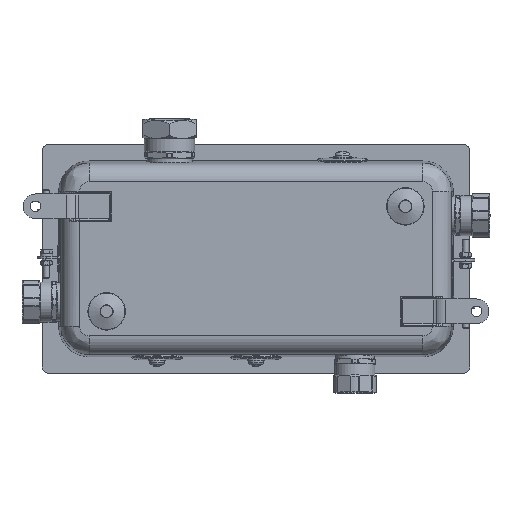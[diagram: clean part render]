
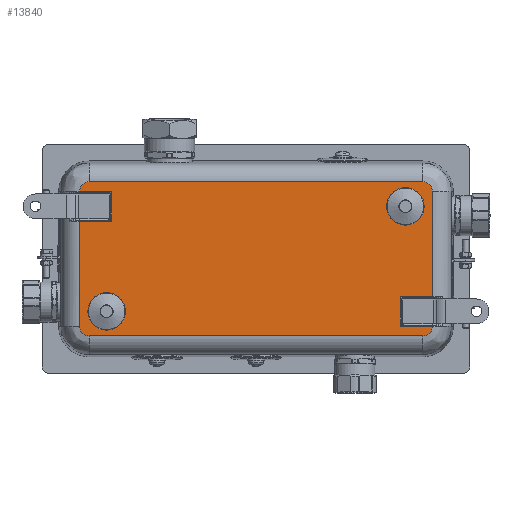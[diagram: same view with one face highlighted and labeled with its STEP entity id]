
A CAD part, front view. The second image highlights one B-rep face of the part: STEP entity #13840.
In plain terms, the highlighted planar face has unit normal (0, -1, 0).
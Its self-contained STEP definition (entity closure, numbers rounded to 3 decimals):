
#175=FACE_BOUND('',#4525,.T.);
#176=FACE_BOUND('',#4526,.T.);
#800=LINE('',#21309,#1551);
#801=LINE('',#21344,#1552);
#806=LINE('',#21370,#1557);
#810=LINE('',#21396,#1561);
#815=LINE('',#21491,#1566);
#819=LINE('',#21517,#1570);
#821=LINE('',#21592,#1572);
#823=LINE('',#21633,#1574);
#828=LINE('',#21712,#1579);
#829=LINE('',#21716,#1580);
#1551=VECTOR('',#16781,10.);
#1552=VECTOR('',#16800,10.);
#1557=VECTOR('',#16811,10.);
#1561=VECTOR('',#16827,10.);
#1566=VECTOR('',#16852,10.);
#1570=VECTOR('',#16868,10.);
#1572=VECTOR('',#16888,10.);
#1574=VECTOR('',#16908,10.);
#1579=VECTOR('',#16945,10.);
#1580=VECTOR('',#16950,10.);
#3706=FACE_OUTER_BOUND('',#4524,.T.);
#4524=EDGE_LOOP('',(#10273,#10274,#10275,#10276,#10277,#10278,#10279,#10280,
#10281,#10282,#10283,#10284,#10285,#10286));
#4525=EDGE_LOOP('',(#10287));
#4526=EDGE_LOOP('',(#10288));
#5354=CIRCLE('',#14778,7.896);
#5357=CIRCLE('',#14781,7.896);
#5362=CIRCLE('',#14787,7.896);
#5366=CIRCLE('',#14791,7.896);
#5408=CIRCLE('',#14868,15.194);
#5412=CIRCLE('',#14875,15.194);
#6196=VERTEX_POINT('',#21283);
#6198=VERTEX_POINT('',#21287);
#6199=VERTEX_POINT('',#21299);
#6200=VERTEX_POINT('',#21301);
#6202=VERTEX_POINT('',#21307);
#6205=VERTEX_POINT('',#21323);
#6206=VERTEX_POINT('',#21335);
#6209=VERTEX_POINT('',#21340);
#6215=VERTEX_POINT('',#21369);
#6221=VERTEX_POINT('',#21393);
#6231=VERTEX_POINT('',#21490);
#6237=VERTEX_POINT('',#21514);
#6242=VERTEX_POINT('',#21589);
#6256=VERTEX_POINT('',#21710);
#6263=VERTEX_POINT('',#21762);
#6266=VERTEX_POINT('',#21773);
#7649=EDGE_CURVE('',#6198,#6196,#5354,.T.);
#7652=EDGE_CURVE('',#6200,#6199,#5357,.T.);
#7655=EDGE_CURVE('',#6202,#6200,#800,.T.);
#7659=EDGE_CURVE('',#6205,#6202,#5362,.T.);
#7663=EDGE_CURVE('',#6209,#6206,#5366,.T.);
#7664=EDGE_CURVE('',#6196,#6209,#801,.T.);
#7672=EDGE_CURVE('',#6206,#6215,#806,.T.);
#7682=EDGE_CURVE('',#6221,#6215,#810,.T.);
#7697=EDGE_CURVE('',#6199,#6231,#815,.T.);
#7707=EDGE_CURVE('',#6231,#6237,#819,.T.);
#7717=EDGE_CURVE('',#6242,#6205,#821,.T.);
#7726=EDGE_CURVE('',#6221,#6242,#823,.T.);
#7742=EDGE_CURVE('',#6237,#6256,#828,.T.);
#7744=EDGE_CURVE('',#6198,#6256,#829,.T.);
#7756=EDGE_CURVE('',#6263,#6263,#5408,.T.);
#7760=EDGE_CURVE('',#6266,#6266,#5412,.T.);
#10273=ORIENTED_EDGE('',*,*,#7744,.T.);
#10274=ORIENTED_EDGE('',*,*,#7742,.F.);
#10275=ORIENTED_EDGE('',*,*,#7707,.F.);
#10276=ORIENTED_EDGE('',*,*,#7697,.F.);
#10277=ORIENTED_EDGE('',*,*,#7652,.F.);
#10278=ORIENTED_EDGE('',*,*,#7655,.F.);
#10279=ORIENTED_EDGE('',*,*,#7659,.F.);
#10280=ORIENTED_EDGE('',*,*,#7717,.F.);
#10281=ORIENTED_EDGE('',*,*,#7726,.F.);
#10282=ORIENTED_EDGE('',*,*,#7682,.T.);
#10283=ORIENTED_EDGE('',*,*,#7672,.F.);
#10284=ORIENTED_EDGE('',*,*,#7663,.F.);
#10285=ORIENTED_EDGE('',*,*,#7664,.F.);
#10286=ORIENTED_EDGE('',*,*,#7649,.F.);
#10287=ORIENTED_EDGE('',*,*,#7756,.F.);
#10288=ORIENTED_EDGE('',*,*,#7760,.F.);
#13392=PLANE('',#14874);
#13840=ADVANCED_FACE('',(#3706,#175,#176),#13392,.T.);
#14778=AXIS2_PLACEMENT_3D('',#21289,#16768,#16769);
#14781=AXIS2_PLACEMENT_3D('',#21303,#16774,#16775);
#14787=AXIS2_PLACEMENT_3D('',#21325,#16788,#16789);
#14791=AXIS2_PLACEMENT_3D('',#21342,#16796,#16797);
#14868=AXIS2_PLACEMENT_3D('',#21764,#16981,#16982);
#14874=AXIS2_PLACEMENT_3D('',#21772,#16993,#16994);
#14875=AXIS2_PLACEMENT_3D('',#21774,#16995,#16996);
#16768=DIRECTION('center_axis',(0.,1.,0.));
#16769=DIRECTION('ref_axis',(0.707,0.,-0.707));
#16774=DIRECTION('center_axis',(0.,1.,0.));
#16775=DIRECTION('ref_axis',(0.707,0.,0.707));
#16781=DIRECTION('',(1.,0.,0.));
#16788=DIRECTION('center_axis',(0.,1.,0.));
#16789=DIRECTION('ref_axis',(-0.707,0.,0.707));
#16796=DIRECTION('center_axis',(0.,1.,0.));
#16797=DIRECTION('ref_axis',(-0.707,0.,-0.707));
#16800=DIRECTION('',(-1.,0.,0.));
#16811=DIRECTION('',(0.,0.,1.));
#16827=DIRECTION('',(-1.,0.,0.));
#16852=DIRECTION('',(0.,0.,-1.));
#16868=DIRECTION('',(-1.,0.,0.));
#16888=DIRECTION('',(-1.,0.,0.));
#16908=DIRECTION('',(0.,0.,1.));
#16945=DIRECTION('',(0.,0.,-1.));
#16950=DIRECTION('',(-1.,0.,0.));
#16981=DIRECTION('center_axis',(0.,-1.,0.));
#16982=DIRECTION('ref_axis',(1.,0.,0.));
#16993=DIRECTION('center_axis',(0.,-1.,0.));
#16994=DIRECTION('ref_axis',(-1.,0.,0.));
#16995=DIRECTION('center_axis',(0.,-1.,0.));
#16996=DIRECTION('ref_axis',(1.,0.,0.));
#21283=CARTESIAN_POINT('',(135.,4.,-62.396));
#21287=CARTESIAN_POINT('',(142.896,4.,-54.5));
#21289=CARTESIAN_POINT('Origin',(135.,4.,-54.5));
#21299=CARTESIAN_POINT('',(142.896,4.,54.5));
#21301=CARTESIAN_POINT('',(135.,4.,62.396));
#21303=CARTESIAN_POINT('Origin',(135.,4.,54.5));
#21307=CARTESIAN_POINT('',(-135.,4.,62.396));
#21309=CARTESIAN_POINT('',(-67.5,4.,62.396));
#21323=CARTESIAN_POINT('',(-142.896,4.,54.5));
#21325=CARTESIAN_POINT('Origin',(-135.,4.,54.5));
#21335=CARTESIAN_POINT('',(-142.896,4.,-54.5));
#21340=CARTESIAN_POINT('',(-135.,4.,-62.396));
#21342=CARTESIAN_POINT('Origin',(-135.,4.,-54.5));
#21344=CARTESIAN_POINT('',(67.5,4.,-62.396));
#21369=CARTESIAN_POINT('',(-142.896,4.,30.5));
#21370=CARTESIAN_POINT('',(-142.896,4.,-27.25));
#21393=CARTESIAN_POINT('',(-116.896,4.,30.5));
#21396=CARTESIAN_POINT('',(-83.948,4.,30.5));
#21490=CARTESIAN_POINT('',(142.896,4.,-30.5));
#21491=CARTESIAN_POINT('',(142.896,4.,27.25));
#21514=CARTESIAN_POINT('',(116.896,4.,-30.5));
#21517=CARTESIAN_POINT('',(83.948,4.,-30.5));
#21589=CARTESIAN_POINT('',(-116.896,4.,54.5));
#21592=CARTESIAN_POINT('',(-58.948,4.,54.5));
#21633=CARTESIAN_POINT('',(-116.896,4.,15.75));
#21710=CARTESIAN_POINT('',(116.896,4.,-54.5));
#21712=CARTESIAN_POINT('',(116.896,4.,-15.75));
#21716=CARTESIAN_POINT('',(58.948,4.,-54.5));
#21762=CARTESIAN_POINT('',(105.701,4.,42.5));
#21764=CARTESIAN_POINT('Origin',(120.896,4.,42.5));
#21772=CARTESIAN_POINT('Origin',(0.,4.,
0.));
#21773=CARTESIAN_POINT('',(-136.09,4.,-42.5));
#21774=CARTESIAN_POINT('Origin',(-120.896,4.,-42.5));
